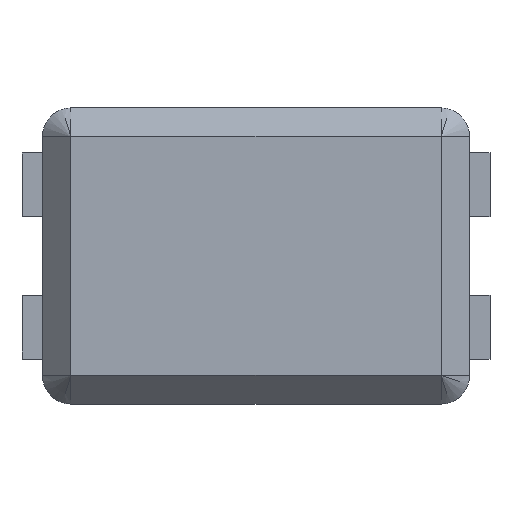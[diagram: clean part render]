
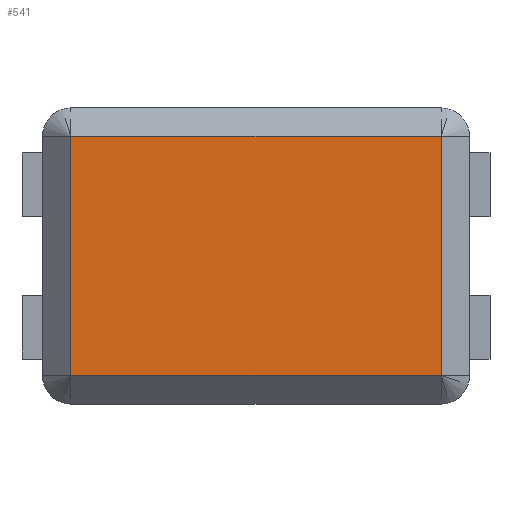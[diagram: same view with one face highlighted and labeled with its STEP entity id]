
A CAD part, top view. The second image highlights one B-rep face of the part: STEP entity #541.
In plain terms, the highlighted planar face has unit normal (0, 0, 1).
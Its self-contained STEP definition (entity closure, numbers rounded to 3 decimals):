
#56 = EDGE_CURVE ( 'NONE', #110, #335, #1109, .T. ) ;
#80 = EDGE_CURVE ( 'NONE', #230, #212, #1242, .T. ) ;
#100 = LINE ( 'NONE', #822, #1033 ) ;
#110 = VERTEX_POINT ( 'NONE', #874 ) ;
#154 = DIRECTION ( 'NONE',  ( 0., -1., 0. ) ) ;
#172 = CARTESIAN_POINT ( 'NONE',  ( 3.25, 2.1, 1.5 ) ) ;
#212 = VERTEX_POINT ( 'NONE', #944 ) ;
#230 = VERTEX_POINT ( 'NONE', #500 ) ;
#255 = DIRECTION ( 'NONE',  ( -1., 0., 0. ) ) ;
#274 = CARTESIAN_POINT ( 'NONE',  ( -3.25, -2.1, 1.5 ) ) ;
#284 = EDGE_CURVE ( 'NONE', #212, #110, #100, .T. ) ;
#335 = VERTEX_POINT ( 'NONE', #467 ) ;
#371 = DIRECTION ( 'NONE',  ( 0., 0., -1. ) ) ;
#379 = PLANE ( 'NONE',  #910 ) ;
#397 = DIRECTION ( 'NONE',  ( 0., 1., 0. ) ) ;
#467 = CARTESIAN_POINT ( 'NONE',  ( 3.25, 2.1, 1.5 ) ) ;
#500 = CARTESIAN_POINT ( 'NONE',  ( -3.25, 2.1, 1.5 ) ) ;
#541 = ADVANCED_FACE ( 'NONE', ( #1216 ), #379, .F. ) ;
#548 = LINE ( 'NONE', #1031, #1284 ) ;
#561 = DIRECTION ( 'NONE',  ( 1., 0., 0. ) ) ;
#683 = ORIENTED_EDGE ( 'NONE', *, *, #56, .T. ) ;
#687 = ORIENTED_EDGE ( 'NONE', *, *, #284, .T. ) ;
#814 = EDGE_LOOP ( 'NONE', ( #683, #1422, #1010, #687 ) ) ;
#822 = CARTESIAN_POINT ( 'NONE',  ( 3.25, -2.1, 1.5 ) ) ;
#849 = CARTESIAN_POINT ( 'NONE',  ( 0., 0., 1.5 ) ) ;
#874 = CARTESIAN_POINT ( 'NONE',  ( 3.25, -2.1, 1.5 ) ) ;
#905 = VECTOR ( 'NONE', #397, 1000. ) ;
#910 = AXIS2_PLACEMENT_3D ( 'NONE', #849, #371, #255 ) ;
#944 = CARTESIAN_POINT ( 'NONE',  ( -3.25, -2.1, 1.5 ) ) ;
#1010 = ORIENTED_EDGE ( 'NONE', *, *, #80, .T. ) ;
#1031 = CARTESIAN_POINT ( 'NONE',  ( -3.25, 2.1, 1.5 ) ) ;
#1033 = VECTOR ( 'NONE', #561, 1000. ) ;
#1057 = VECTOR ( 'NONE', #154, 1000. ) ;
#1109 = LINE ( 'NONE', #172, #905 ) ;
#1216 = FACE_OUTER_BOUND ( 'NONE', #814, .T. ) ;
#1242 = LINE ( 'NONE', #274, #1057 ) ;
#1284 = VECTOR ( 'NONE', #1394, 1000. ) ;
#1318 = EDGE_CURVE ( 'NONE', #335, #230, #548, .T. ) ;
#1394 = DIRECTION ( 'NONE',  ( -1., 0., 0. ) ) ;
#1422 = ORIENTED_EDGE ( 'NONE', *, *, #1318, .T. ) ;
